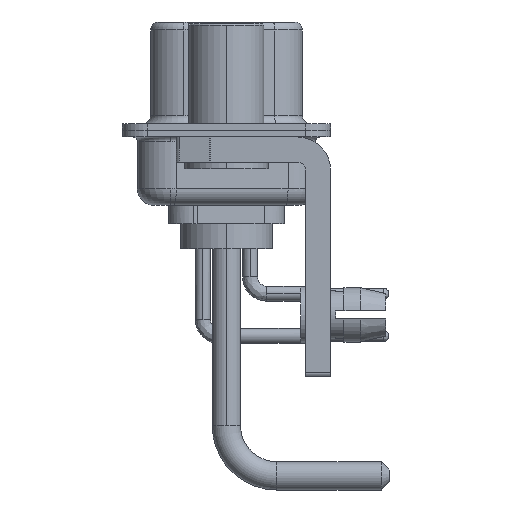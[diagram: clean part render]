
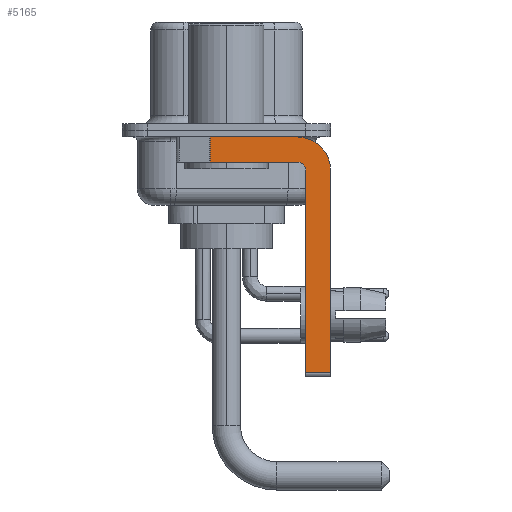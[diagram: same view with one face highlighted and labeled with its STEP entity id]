
A CAD part, left-side view. The second image highlights one B-rep face of the part: STEP entity #5165.
In plain terms, the highlighted planar face has unit normal (-1, 0, 0).
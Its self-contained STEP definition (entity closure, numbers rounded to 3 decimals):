
#91 = EDGE_CURVE ( 'NONE', #8938, #1401, #17321, .T. ) ;
#742 = LINE ( 'NONE', #25584, #28940 ) ;
#1401 = VERTEX_POINT ( 'NONE', #27711 ) ;
#2942 = AXIS2_PLACEMENT_3D ( 'NONE', #31985, #19658, #11744 ) ;
#3110 = VECTOR ( 'NONE', #9781, 1000. ) ;
#3222 = VERTEX_POINT ( 'NONE', #29562 ) ;
#3438 = ORIENTED_EDGE ( 'NONE', *, *, #31636, .F. ) ;
#4304 = DIRECTION ( 'NONE',  ( 1., 0., 0. ) ) ;
#5165 = ADVANCED_FACE ( 'NONE', ( #24367 ), #29381, .F. ) ;
#5286 = VERTEX_POINT ( 'NONE', #30213 ) ;
#6280 = EDGE_CURVE ( 'NONE', #27570, #8799, #742, .T. ) ;
#6317 = CIRCLE ( 'NONE', #28603, 0.5 ) ;
#6572 = DIRECTION ( 'NONE',  ( 0., 0., 1. ) ) ;
#7174 = LINE ( 'NONE', #26976, #3110 ) ;
#7203 = LINE ( 'NONE', #26844, #13064 ) ;
#7300 = DIRECTION ( 'NONE',  ( 0., 0., 1. ) ) ;
#7915 = CARTESIAN_POINT ( 'NONE',  ( -2.9, -4.75, -14.55 ) ) ;
#7959 = LINE ( 'NONE', #20757, #13063 ) ;
#8799 = VERTEX_POINT ( 'NONE', #23747 ) ;
#8837 = CARTESIAN_POINT ( 'NONE',  ( -2.9, -4.25, -0.4 ) ) ;
#8938 = VERTEX_POINT ( 'NONE', #26512 ) ;
#9198 = ORIENTED_EDGE ( 'NONE', *, *, #29759, .F. ) ;
#9781 = DIRECTION ( 'NONE',  ( 0., 0., -1. ) ) ;
#11744 = DIRECTION ( 'NONE',  ( 0., 0., -1. ) ) ;
#12199 = EDGE_LOOP ( 'NONE', ( #29230, #20602, #20893, #3438, #12899, #18610, #9198, #25360 ) ) ;
#12344 = CIRCLE ( 'NONE', #13922, 2. ) ;
#12899 = ORIENTED_EDGE ( 'NONE', *, *, #20035, .F. ) ;
#13063 = VECTOR ( 'NONE', #25314, 1000. ) ;
#13064 = VECTOR ( 'NONE', #6572, 1000. ) ;
#13589 = VECTOR ( 'NONE', #30375, 1000. ) ;
#13922 = AXIS2_PLACEMENT_3D ( 'NONE', #31398, #4304, #16168 ) ;
#14309 = DIRECTION ( 'NONE',  ( -1., 0., 0. ) ) ;
#16168 = DIRECTION ( 'NONE',  ( 0., 0., -1. ) ) ;
#16689 = VECTOR ( 'NONE', #22009, 1000. ) ;
#16735 = CARTESIAN_POINT ( 'NONE',  ( -2.9, -4.25, -2.4 ) ) ;
#16944 = EDGE_CURVE ( 'NONE', #23361, #5286, #12344, .T. ) ;
#17321 = LINE ( 'NONE', #22174, #16689 ) ;
#18610 = ORIENTED_EDGE ( 'NONE', *, *, #6280, .T. ) ;
#18742 = DIRECTION ( 'NONE',  ( 0., -1., 0. ) ) ;
#19123 = CARTESIAN_POINT ( 'NONE',  ( -2.9, 0.978, -0.4 ) ) ;
#19658 = DIRECTION ( 'NONE',  ( 1., 0., 0. ) ) ;
#20035 = EDGE_CURVE ( 'NONE', #27570, #3222, #7203, .T. ) ;
#20602 = ORIENTED_EDGE ( 'NONE', *, *, #21622, .T. ) ;
#20757 = CARTESIAN_POINT ( 'NONE',  ( -2.9, 0.978, -1.9 ) ) ;
#20893 = ORIENTED_EDGE ( 'NONE', *, *, #91, .F. ) ;
#21622 = EDGE_CURVE ( 'NONE', #22570, #1401, #7959, .T. ) ;
#22009 = DIRECTION ( 'NONE',  ( 0., 1., 0. ) ) ;
#22174 = CARTESIAN_POINT ( 'NONE',  ( -2.9, -4.25, -1.9 ) ) ;
#22570 = VERTEX_POINT ( 'NONE', #19123 ) ;
#23361 = VERTEX_POINT ( 'NONE', #8837 ) ;
#23747 = CARTESIAN_POINT ( 'NONE',  ( -2.9, -6.25, -14.55 ) ) ;
#24367 = FACE_OUTER_BOUND ( 'NONE', #12199, .T. ) ;
#25193 = CARTESIAN_POINT ( 'NONE',  ( -2.9, 3., -0.4 ) ) ;
#25314 = DIRECTION ( 'NONE',  ( 0., 0., -1. ) ) ;
#25360 = ORIENTED_EDGE ( 'NONE', *, *, #16944, .F. ) ;
#25584 = CARTESIAN_POINT ( 'NONE',  ( -2.9, -4.25, -14.55 ) ) ;
#26512 = CARTESIAN_POINT ( 'NONE',  ( -2.9, -4.25, -1.9 ) ) ;
#26844 = CARTESIAN_POINT ( 'NONE',  ( -2.9, -4.75, -14.8 ) ) ;
#26976 = CARTESIAN_POINT ( 'NONE',  ( -2.9, -6.25, -2.4 ) ) ;
#27570 = VERTEX_POINT ( 'NONE', #7915 ) ;
#27711 = CARTESIAN_POINT ( 'NONE',  ( -2.9, 0.978, -1.9 ) ) ;
#27946 = LINE ( 'NONE', #25193, #13589 ) ;
#28603 = AXIS2_PLACEMENT_3D ( 'NONE', #16735, #14309, #7300 ) ;
#28940 = VECTOR ( 'NONE', #18742, 1000. ) ;
#29230 = ORIENTED_EDGE ( 'NONE', *, *, #31407, .F. ) ;
#29381 = PLANE ( 'NONE',  #2942 ) ;
#29562 = CARTESIAN_POINT ( 'NONE',  ( -2.9, -4.75, -2.4 ) ) ;
#29759 = EDGE_CURVE ( 'NONE', #5286, #8799, #7174, .T. ) ;
#30213 = CARTESIAN_POINT ( 'NONE',  ( -2.9, -6.25, -2.4 ) ) ;
#30375 = DIRECTION ( 'NONE',  ( 0., -1., 0. ) ) ;
#31398 = CARTESIAN_POINT ( 'NONE',  ( -2.9, -4.25, -2.4 ) ) ;
#31407 = EDGE_CURVE ( 'NONE', #22570, #23361, #27946, .T. ) ;
#31636 = EDGE_CURVE ( 'NONE', #3222, #8938, #6317, .T. ) ;
#31985 = CARTESIAN_POINT ( 'NONE',  ( -2.9, -4.25, -2.4 ) ) ;
